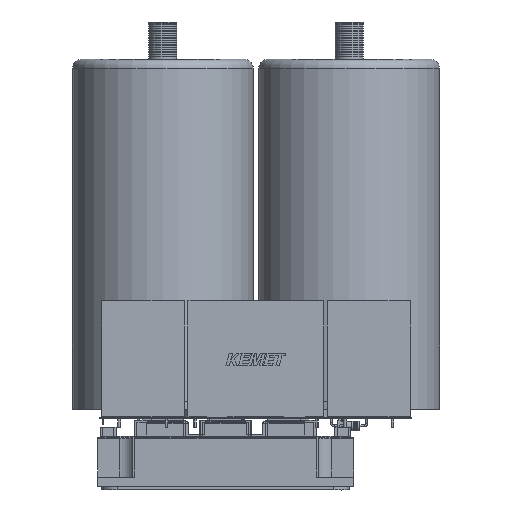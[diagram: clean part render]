
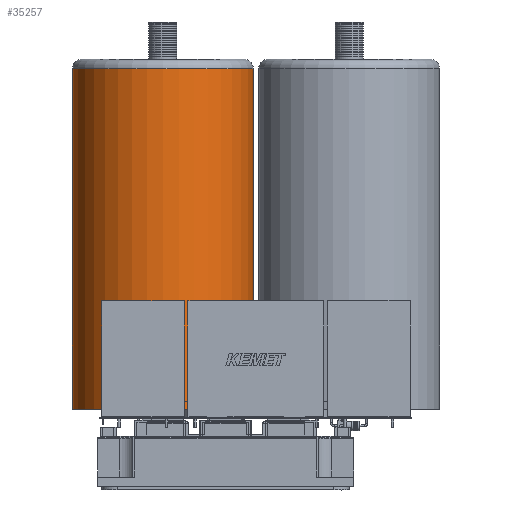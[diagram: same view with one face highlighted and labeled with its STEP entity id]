
A CAD part, front view. The second image highlights one B-rep face of the part: STEP entity #35257.
In plain terms, the highlighted cylindrical face has radius 38.8 mm (diameter 77.6 mm), a partial arc.
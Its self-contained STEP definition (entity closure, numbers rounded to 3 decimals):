
#34703 = VERTEX_POINT('',#34704);
#34704 = CARTESIAN_POINT('',(0.,146.2,-38.8));
#34705 = VERTEX_POINT('',#34706);
#34706 = CARTESIAN_POINT('',(0.,146.2,38.8));
#35230 = EDGE_CURVE('',#34705,#35231,#35233,.T.);
#35231 = VERTEX_POINT('',#35232);
#35232 = CARTESIAN_POINT('',(0.,0.,38.8));
#35233 = LINE('',#35234,#35235);
#35234 = CARTESIAN_POINT('',(0.,150.2,38.8));
#35235 = VECTOR('',#35236,1.);
#35236 = DIRECTION('',(0.,-1.,0.));
#35239 = VERTEX_POINT('',#35240);
#35240 = CARTESIAN_POINT('',(0.,0.,-38.8));
#35247 = EDGE_CURVE('',#34703,#35239,#35248,.T.);
#35248 = LINE('',#35249,#35250);
#35249 = CARTESIAN_POINT('',(0.,150.2,-38.8));
#35250 = VECTOR('',#35251,1.);
#35251 = DIRECTION('',(0.,-1.,0.));
#35257 = ADVANCED_FACE('',(#35258),#35276,.T.);
#35258 = FACE_BOUND('',#35259,.T.);
#35259 = EDGE_LOOP('',(#35260,#35261,#35268,#35269));
#35260 = ORIENTED_EDGE('',*,*,#35230,.F.);
#35261 = ORIENTED_EDGE('',*,*,#35262,.T.);
#35262 = EDGE_CURVE('',#34705,#34703,#35263,.T.);
#35263 = CIRCLE('',#35264,38.8);
#35264 = AXIS2_PLACEMENT_3D('',#35265,#35266,#35267);
#35265 = CARTESIAN_POINT('',(0.,146.2,0.));
#35266 = DIRECTION('',(0.,-1.,0.));
#35267 = DIRECTION('',(0.,0.,1.));
#35268 = ORIENTED_EDGE('',*,*,#35247,.T.);
#35269 = ORIENTED_EDGE('',*,*,#35270,.T.);
#35270 = EDGE_CURVE('',#35239,#35231,#35271,.T.);
#35271 = CIRCLE('',#35272,38.8);
#35272 = AXIS2_PLACEMENT_3D('',#35273,#35274,#35275);
#35273 = CARTESIAN_POINT('',(0.,0.,0.));
#35274 = DIRECTION('',(0.,1.,0.));
#35275 = DIRECTION('',(0.,0.,1.));
#35276 = CYLINDRICAL_SURFACE('',#35277,38.8);
#35277 = AXIS2_PLACEMENT_3D('',#35278,#35279,#35280);
#35278 = CARTESIAN_POINT('',(0.,150.2,0.));
#35279 = DIRECTION('',(0.,-1.,0.));
#35280 = DIRECTION('',(0.,0.,-1.));
